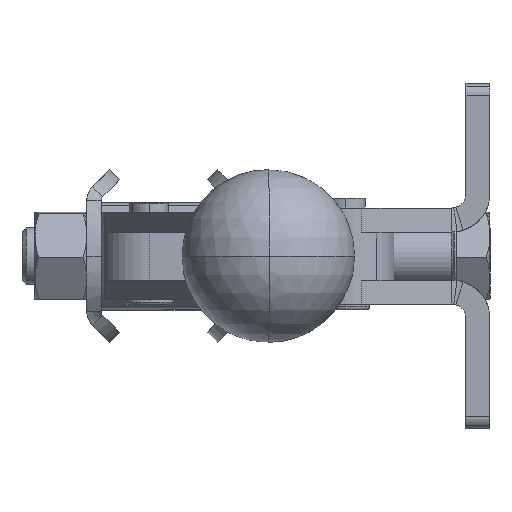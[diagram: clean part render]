
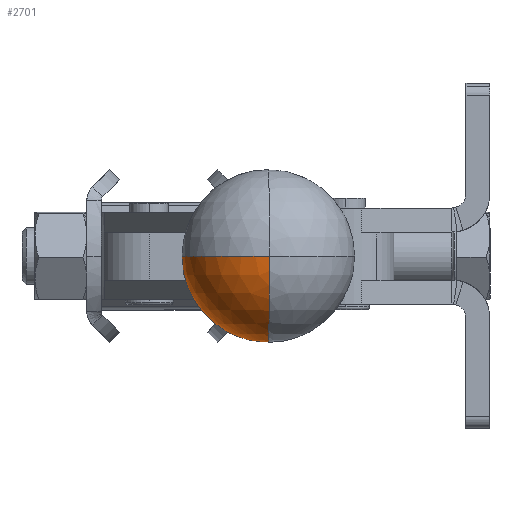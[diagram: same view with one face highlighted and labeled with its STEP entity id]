
A CAD part, left-side view. The second image highlights one B-rep face of the part: STEP entity #2701.
In plain terms, the highlighted spherical face has radius 18 mm.
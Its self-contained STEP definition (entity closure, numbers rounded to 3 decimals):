
#2599=CARTESIAN_POINT('',(-132.753,69.034,-10.));
#2600=VERTEX_POINT('',#2599);
#2623=CARTESIAN_POINT('',(-152.119,50.867,-10.));
#2624=VERTEX_POINT('',#2623);
#2633=CARTESIAN_POINT('',(-134.12,51.086,-10.));
#2634=DIRECTION('',(0.,0.,-1.));
#2635=DIRECTION('',(-1.,-0.012,0.));
#2636=AXIS2_PLACEMENT_3D('',#2633,#2634,#2635);
#2637=CIRCLE('',#2636,18.0);
#2638=EDGE_CURVE('',#2624,#2600,#2637,.T.);
#2648=CARTESIAN_POINT('',(-134.12,51.086,-28.));
#2649=VERTEX_POINT('',#2648);
#2650=CARTESIAN_POINT('',(-134.12,51.086,-10.));
#2651=DIRECTION('',(0.012,-1.,0.0));
#2652=DIRECTION('',(0.0,0.0,1.0));
#2653=AXIS2_PLACEMENT_3D('',#2650,#2651,#2652);
#2654=CIRCLE('',#2653,18.);
#2655=EDGE_CURVE('',#2624,#2649,#2654,.T.);
#2676=CARTESIAN_POINT('',(-134.12,51.086,-10.));
#2677=DIRECTION('',(0.0,0.0,-1.0));
#2678=DIRECTION('',(-1.,-0.012,0.));
#2679=AXIS2_PLACEMENT_3D('',#2676,#2677,#2678);
#2680=SPHERICAL_SURFACE('',#2679,18.);
#2681=CARTESIAN_POINT('',(-132.536,51.105,-27.931));
#2682=VERTEX_POINT('',#2681);
#2683=CARTESIAN_POINT('',(-134.12,51.086,-10.));
#2684=DIRECTION('',(0.012,-1.,0.0));
#2685=DIRECTION('',(0.0,0.0,1.0));
#2686=AXIS2_PLACEMENT_3D('',#2683,#2684,#2685);
#2687=CIRCLE('',#2686,18.);
#2688=EDGE_CURVE('',#2649,#2682,#2687,.T.);
#2689=ORIENTED_EDGE('',*,*,#2688,.F.);
#2690=ORIENTED_EDGE('',*,*,#2655,.F.);
#2691=ORIENTED_EDGE('',*,*,#2638,.T.);
#2692=CARTESIAN_POINT('',(-132.536,51.105,-10.));
#2693=DIRECTION('',(-1.,-0.012,0.));
#2694=DIRECTION('',(0.012,-1.,0.));
#2695=AXIS2_PLACEMENT_3D('',#2692,#2693,#2694);
#2696=CIRCLE('',#2695,17.93);
#2697=EDGE_CURVE('',#2682,#2600,#2696,.F.);
#2698=ORIENTED_EDGE('',*,*,#2697,.F.);
#2699=EDGE_LOOP('',(#2689,#2690,#2691,#2698));
#2700=FACE_OUTER_BOUND('',#2699,.T.);
#2701=ADVANCED_FACE('',(#2700),#2680,.T.);
